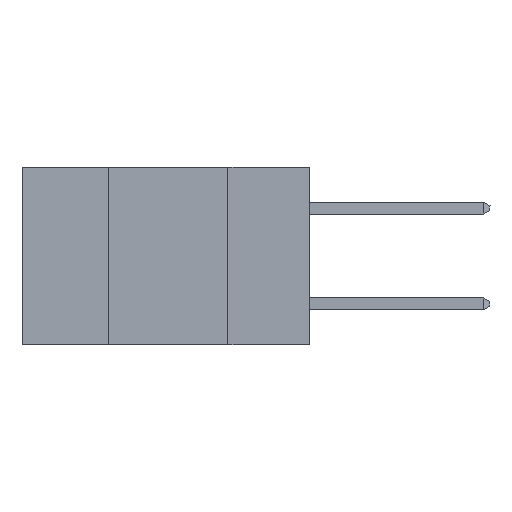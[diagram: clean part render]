
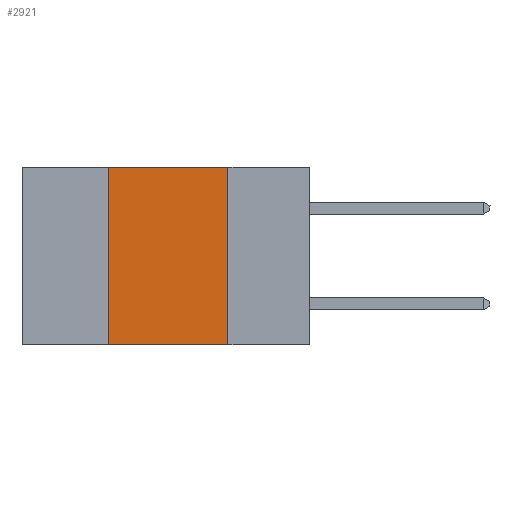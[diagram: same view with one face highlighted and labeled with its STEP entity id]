
A CAD part, left-side view. The second image highlights one B-rep face of the part: STEP entity #2921.
In plain terms, the highlighted planar face has unit normal (-1, 0, 0).
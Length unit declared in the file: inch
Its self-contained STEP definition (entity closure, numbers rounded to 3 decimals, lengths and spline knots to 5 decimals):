
#357 = CARTESIAN_POINT ( 'NONE',  ( 0., 0.42, 0. ) ) ;
#598 = CARTESIAN_POINT ( 'NONE',  ( 0., 0.17, 0. ) ) ;
#626 = DIRECTION ( 'NONE',  ( 0., -1., 0. ) ) ;
#776 = EDGE_CURVE ( 'NONE', #1652, #2532, #8532, .T. ) ;
#777 = VECTOR ( 'NONE', #1991, 39.37008 ) ;
#1461 = CARTESIAN_POINT ( 'NONE',  ( 0., 0.6, -0.37 ) ) ;
#1503 = EDGE_CURVE ( 'NONE', #1652, #5563, #5612, .T. ) ;
#1652 = VERTEX_POINT ( 'NONE', #3477 ) ;
#1680 = DIRECTION ( 'NONE',  ( 1., 0., 0. ) ) ;
#1872 = CARTESIAN_POINT ( 'NONE',  ( 0., 0.17, 0. ) ) ;
#1991 = DIRECTION ( 'NONE',  ( 0., -1., 0. ) ) ;
#2138 = EDGE_CURVE ( 'NONE', #2177, #2532, #7354, .T. ) ;
#2177 = VERTEX_POINT ( 'NONE', #1872 ) ;
#2532 = VERTEX_POINT ( 'NONE', #7538 ) ;
#2739 = VECTOR ( 'NONE', #626, 39.37008 ) ;
#2921 = ADVANCED_FACE ( 'NONE', ( #3336 ), #7817, .F. ) ;
#3336 = FACE_OUTER_BOUND ( 'NONE', #8063, .T. ) ;
#3367 = VECTOR ( 'NONE', #5383, 39.37008 ) ;
#3477 = CARTESIAN_POINT ( 'NONE',  ( 0., 0.42, -0.37 ) ) ;
#3765 = AXIS2_PLACEMENT_3D ( 'NONE', #9559, #1680, #7782 ) ;
#4314 = ORIENTED_EDGE ( 'NONE', *, *, #2138, .F. ) ;
#4593 = ORIENTED_EDGE ( 'NONE', *, *, #1503, .F. ) ;
#5383 = DIRECTION ( 'NONE',  ( 0., 0., 1. ) ) ;
#5560 = ORIENTED_EDGE ( 'NONE', *, *, #9623, .F. ) ;
#5563 = VERTEX_POINT ( 'NONE', #9113 ) ;
#5612 = LINE ( 'NONE', #357, #3367 ) ;
#5829 = ORIENTED_EDGE ( 'NONE', *, *, #776, .T. ) ;
#7354 = LINE ( 'NONE', #598, #7801 ) ;
#7538 = CARTESIAN_POINT ( 'NONE',  ( 0., 0.17, -0.37 ) ) ;
#7782 = DIRECTION ( 'NONE',  ( 0., 0., -1. ) ) ;
#7801 = VECTOR ( 'NONE', #8888, 39.37008 ) ;
#7817 = PLANE ( 'NONE',  #3765 ) ;
#8063 = EDGE_LOOP ( 'NONE', ( #4314, #5560, #4593, #5829 ) ) ;
#8532 = LINE ( 'NONE', #1461, #777 ) ;
#8579 = LINE ( 'NONE', #8905, #2739 ) ;
#8888 = DIRECTION ( 'NONE',  ( 0., 0., -1. ) ) ;
#8905 = CARTESIAN_POINT ( 'NONE',  ( 0., 0.6, 0. ) ) ;
#9113 = CARTESIAN_POINT ( 'NONE',  ( 0., 0.42, 0. ) ) ;
#9559 = CARTESIAN_POINT ( 'NONE',  ( 0., 0.6, 0. ) ) ;
#9623 = EDGE_CURVE ( 'NONE', #5563, #2177, #8579, .T. ) ;
